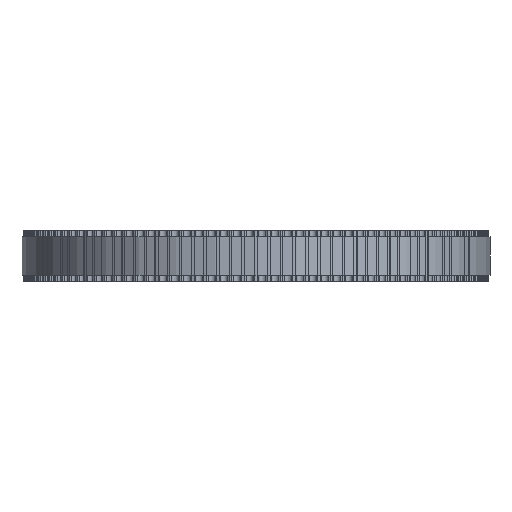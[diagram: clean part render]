
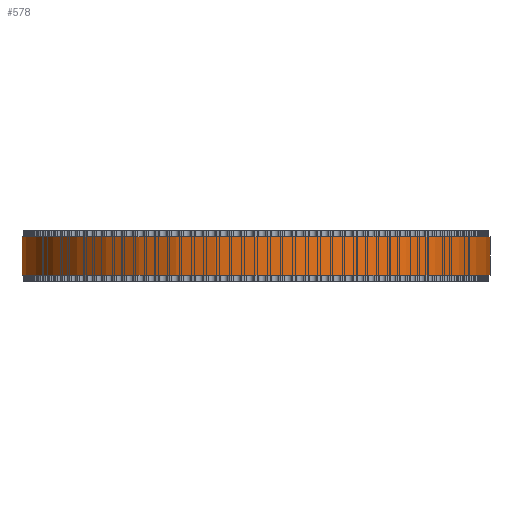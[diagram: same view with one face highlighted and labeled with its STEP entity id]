
A CAD part, front view. The second image highlights one B-rep face of the part: STEP entity #578.
In plain terms, the highlighted cylindrical face has radius 36.287 mm (diameter 72.575 mm), a full revolution.
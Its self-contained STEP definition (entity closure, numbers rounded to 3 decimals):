
#97=FACE_BOUND('',#1952,.T.);
#98=FACE_BOUND('',#1953,.T.);
#578=ADVANCED_FACE('',(#97,#98),#1035,.T.);
#1035=CYLINDRICAL_SURFACE('',#10175,36.287);
#1952=EDGE_LOOP('',(#5602));
#1953=EDGE_LOOP('',(#5603));
#5602=ORIENTED_EDGE('',*,*,#7886,.T.);
#5603=ORIENTED_EDGE('',*,*,#7887,.T.);
#6516=VERTEX_POINT('',#16120);
#6517=VERTEX_POINT('',#16122);
#7886=EDGE_CURVE('',#6516,#6516,#8800,.T.);
#7887=EDGE_CURVE('',#6517,#6517,#8801,.T.);
#8800=CIRCLE('',#10173,36.287);
#8801=CIRCLE('',#10174,36.287);
#10173=AXIS2_PLACEMENT_3D('',#16119,#13374,#13375);
#10174=AXIS2_PLACEMENT_3D('',#16121,#13376,#13377);
#10175=AXIS2_PLACEMENT_3D('',#16123,#13378,#13379);
#13374=DIRECTION('',(0.,0.,1.));
#13375=DIRECTION('',(1.,0.,0.));
#13376=DIRECTION('',(0.,0.,-1.));
#13377=DIRECTION('',(1.,0.,0.));
#13378=DIRECTION('',(0.,0.,1.));
#13379=DIRECTION('',(1.,0.,0.));
#16119=CARTESIAN_POINT('',(0.,0.,1.));
#16120=CARTESIAN_POINT('',(36.287,0.,1.));
#16121=CARTESIAN_POINT('',(0.,0.,7.));
#16122=CARTESIAN_POINT('',(36.287,0.,7.));
#16123=CARTESIAN_POINT('',(0.,0.,1.));
